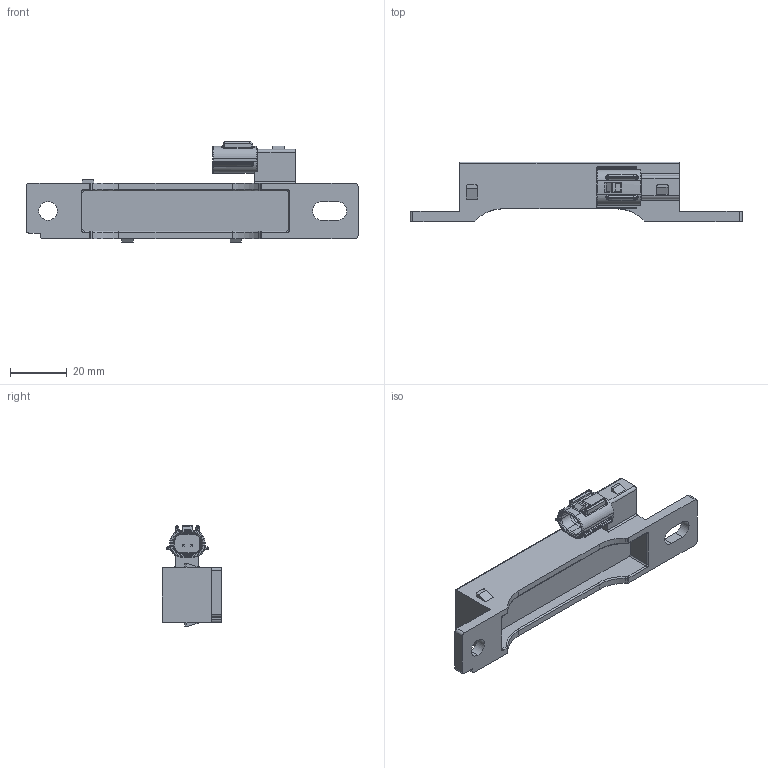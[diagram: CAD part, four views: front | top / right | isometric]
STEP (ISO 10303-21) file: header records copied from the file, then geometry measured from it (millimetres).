
FILE_DESCRIPTION (( 'STEP AP203' ), '1' );
FILE_NAME ('KGEA-HBW.STEP', '2019-09-17T10:53:32', ( 'AdministradorLocal' ), ( '' ), 'SwSTEP 2.0', 'SolidWorks 2018', '' );
FILE_SCHEMA (( 'CONFIG_CONTROL_DESIGN' ));
Length unit declared in the file: millimetre
Products named in the file (4): Potting^X-12652-003; KGEA-HBW; BOX; Pin
Assembly tree (4 placements, depth 2):
  KGEA-HBW
    BOX
    Pin  x2
    Potting^X-12652-003
Bounding box: 116.75 x 21 x 35.25 mm (x, y, z)
Volume: 25893 mm3; surface area: 19233.5 mm2
Topology: 4 solids, 4 shells, 479 faces, 1133 edges, 655 vertices
Faces by surface type: cylinder 204, plane 161, bspline 82, sphere 14, torus 11, cone 7
Entity records: 15435 total; most frequent: CARTESIAN_POINT 5280, ORIENTED_EDGE 2088, DIRECTION 1959, EDGE_CURVE 1044, AXIS2_PLACEMENT_3D 705, VERTEX_POINT 615, VECTOR 549, LINE 549
